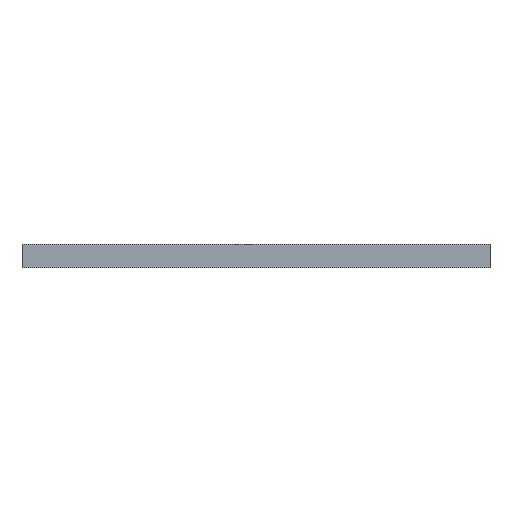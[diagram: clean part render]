
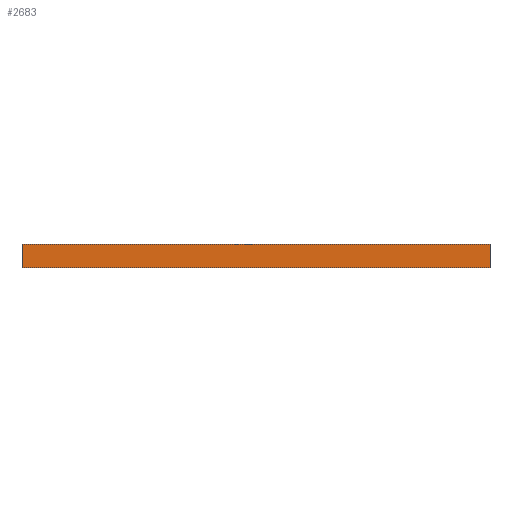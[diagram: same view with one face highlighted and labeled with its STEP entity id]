
A CAD part, front view. The second image highlights one B-rep face of the part: STEP entity #2683.
In plain terms, the highlighted planar face has unit normal (0, -1, 0).
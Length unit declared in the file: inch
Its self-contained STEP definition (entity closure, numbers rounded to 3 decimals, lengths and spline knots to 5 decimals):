
#131 = LINE ( 'NONE', #642, #582 ) ;
#184 = ORIENTED_EDGE ( 'NONE', *, *, #2166, .F. ) ;
#266 = VECTOR ( 'NONE', #380, 39.37008 ) ;
#288 = VERTEX_POINT ( 'NONE', #793 ) ;
#356 = CARTESIAN_POINT ( 'NONE',  ( 0.59055, -0.59055, 0. ) ) ;
#380 = DIRECTION ( 'NONE',  ( 0., 0., 1. ) ) ;
#415 = EDGE_CURVE ( 'NONE', #2357, #288, #2428, .T. ) ;
#582 = VECTOR ( 'NONE', #2691, 39.37008 ) ;
#642 = CARTESIAN_POINT ( 'NONE',  ( -0.59055, -0.59055, -0.03937 ) ) ;
#647 = FACE_OUTER_BOUND ( 'NONE', #1896, .T. ) ;
#737 = DIRECTION ( 'NONE',  ( 1., 0., 0. ) ) ;
#793 = CARTESIAN_POINT ( 'NONE',  ( 0.59055, -0.59055, 0.01969 ) ) ;
#865 = LINE ( 'NONE', #1960, #266 ) ;
#916 = PLANE ( 'NONE',  #995 ) ;
#995 = AXIS2_PLACEMENT_3D ( 'NONE', #2531, #1616, #2093 ) ;
#1437 = CARTESIAN_POINT ( 'NONE',  ( -0.59055, -0.59055, 0.01969 ) ) ;
#1475 = CARTESIAN_POINT ( 'NONE',  ( 0.59055, -0.59055, -0.03937 ) ) ;
#1507 = VERTEX_POINT ( 'NONE', #1437 ) ;
#1570 = ORIENTED_EDGE ( 'NONE', *, *, #415, .T. ) ;
#1616 = DIRECTION ( 'NONE',  ( 0., -1., 0. ) ) ;
#1672 = CARTESIAN_POINT ( 'NONE',  ( -0.59055, -0.59055, 0.01969 ) ) ;
#1838 = EDGE_CURVE ( 'NONE', #2785, #2357, #131, .T. ) ;
#1896 = EDGE_LOOP ( 'NONE', ( #2005, #2782, #1570, #184 ) ) ;
#1960 = CARTESIAN_POINT ( 'NONE',  ( -0.59055, -0.59055, 0. ) ) ;
#2005 = ORIENTED_EDGE ( 'NONE', *, *, #2103, .F. ) ;
#2056 = LINE ( 'NONE', #1672, #2528 ) ;
#2093 = DIRECTION ( 'NONE',  ( 1., 0., 0. ) ) ;
#2103 = EDGE_CURVE ( 'NONE', #2785, #1507, #865, .T. ) ;
#2166 = EDGE_CURVE ( 'NONE', #1507, #288, #2056, .T. ) ;
#2357 = VERTEX_POINT ( 'NONE', #1475 ) ;
#2388 = DIRECTION ( 'NONE',  ( 0., 0., 1. ) ) ;
#2428 = LINE ( 'NONE', #356, #2572 ) ;
#2528 = VECTOR ( 'NONE', #737, 39.37008 ) ;
#2531 = CARTESIAN_POINT ( 'NONE',  ( -0.59055, -0.59055, 0. ) ) ;
#2555 = CARTESIAN_POINT ( 'NONE',  ( -0.59055, -0.59055, -0.03937 ) ) ;
#2572 = VECTOR ( 'NONE', #2388, 39.37008 ) ;
#2683 = ADVANCED_FACE ( 'NONE', ( #647 ), #916, .T. ) ;
#2691 = DIRECTION ( 'NONE',  ( 1., 0., 0. ) ) ;
#2782 = ORIENTED_EDGE ( 'NONE', *, *, #1838, .T. ) ;
#2785 = VERTEX_POINT ( 'NONE', #2555 ) ;
